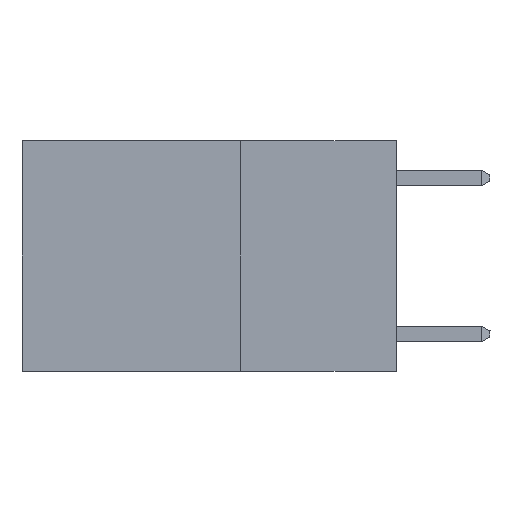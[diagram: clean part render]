
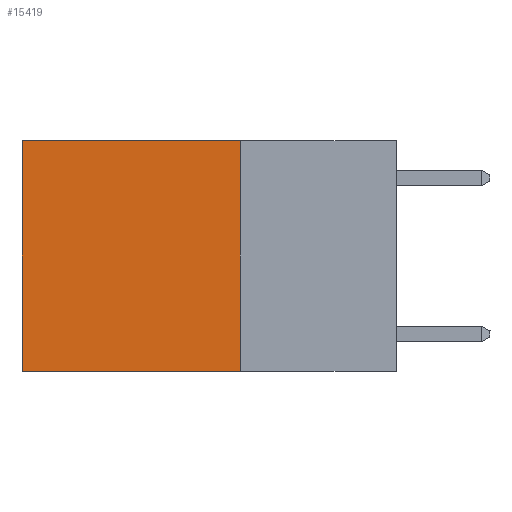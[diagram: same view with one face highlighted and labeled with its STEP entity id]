
A CAD part, left-side view. The second image highlights one B-rep face of the part: STEP entity #15419.
In plain terms, the highlighted planar face has unit normal (-1, 0, 0).
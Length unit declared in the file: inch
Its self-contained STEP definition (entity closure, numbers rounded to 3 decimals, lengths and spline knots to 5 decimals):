
#1502 = CARTESIAN_POINT ( 'NONE',  ( 0.2625, 0.6, 0. ) ) ;
#1694 = VECTOR ( 'NONE', #22103, 39.37008 ) ;
#1936 = DIRECTION ( 'NONE',  ( 0., 1., 0. ) ) ;
#5608 = CARTESIAN_POINT ( 'NONE',  ( 0.2625, 0.25, -0.37 ) ) ;
#5614 = VERTEX_POINT ( 'NONE', #1502 ) ;
#5993 = PLANE ( 'NONE',  #10990 ) ;
#6068 = LINE ( 'NONE', #22935, #14541 ) ;
#6364 = VECTOR ( 'NONE', #1936, 39.37008 ) ;
#9550 = ORIENTED_EDGE ( 'NONE', *, *, #21602, .T. ) ;
#10174 = EDGE_CURVE ( 'NONE', #16183, #5614, #20718, .T. ) ;
#10990 = AXIS2_PLACEMENT_3D ( 'NONE', #20291, #18377, #26663 ) ;
#11219 = CARTESIAN_POINT ( 'NONE',  ( 0.2625, 0.25, 0. ) ) ;
#12922 = CARTESIAN_POINT ( 'NONE',  ( 0.2625, 0.25, -0.37 ) ) ;
#13803 = CARTESIAN_POINT ( 'NONE',  ( 0.2625, 0.25, 0. ) ) ;
#14006 = FACE_OUTER_BOUND ( 'NONE', #15372, .T. ) ;
#14367 = DIRECTION ( 'NONE',  ( 0., 0., -1. ) ) ;
#14541 = VECTOR ( 'NONE', #14367, 39.37008 ) ;
#14591 = EDGE_CURVE ( 'NONE', #16183, #19556, #24544, .T. ) ;
#15372 = EDGE_LOOP ( 'NONE', ( #9550, #15635, #16732, #22928 ) ) ;
#15419 = ADVANCED_FACE ( 'NONE', ( #14006 ), #5993, .F. ) ;
#15635 = ORIENTED_EDGE ( 'NONE', *, *, #24068, .F. ) ;
#16183 = VERTEX_POINT ( 'NONE', #11219 ) ;
#16732 = ORIENTED_EDGE ( 'NONE', *, *, #14591, .F. ) ;
#18059 = VECTOR ( 'NONE', #21358, 39.37008 ) ;
#18377 = DIRECTION ( 'NONE',  ( 1., 0., 0. ) ) ;
#19556 = VERTEX_POINT ( 'NONE', #5608 ) ;
#20291 = CARTESIAN_POINT ( 'NONE',  ( 0.2625, 0.25, 0. ) ) ;
#20718 = LINE ( 'NONE', #20973, #6364 ) ;
#20973 = CARTESIAN_POINT ( 'NONE',  ( 0.2625, 0.25, 0. ) ) ;
#21358 = DIRECTION ( 'NONE',  ( 0., 1., 0. ) ) ;
#21602 = EDGE_CURVE ( 'NONE', #5614, #21746, #6068, .T. ) ;
#21746 = VERTEX_POINT ( 'NONE', #23337 ) ;
#22103 = DIRECTION ( 'NONE',  ( 0., 0., -1. ) ) ;
#22928 = ORIENTED_EDGE ( 'NONE', *, *, #10174, .T. ) ;
#22935 = CARTESIAN_POINT ( 'NONE',  ( 0.2625, 0.6, 0. ) ) ;
#23337 = CARTESIAN_POINT ( 'NONE',  ( 0.2625, 0.6, -0.37 ) ) ;
#24068 = EDGE_CURVE ( 'NONE', #19556, #21746, #25172, .T. ) ;
#24544 = LINE ( 'NONE', #13803, #1694 ) ;
#25172 = LINE ( 'NONE', #12922, #18059 ) ;
#26663 = DIRECTION ( 'NONE',  ( 0., 0., -1. ) ) ;
